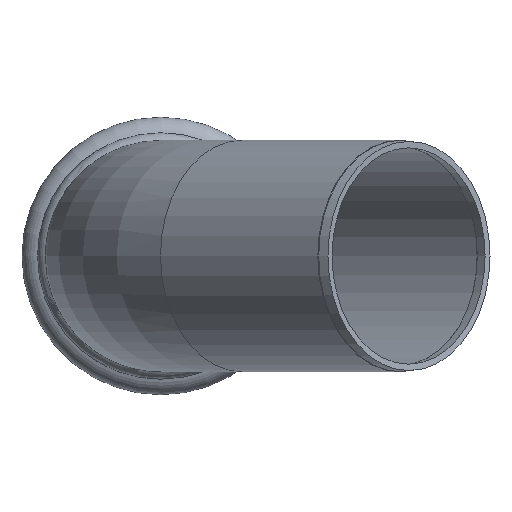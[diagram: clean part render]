
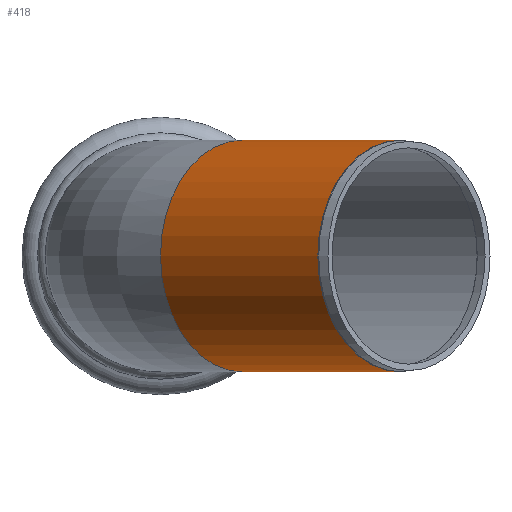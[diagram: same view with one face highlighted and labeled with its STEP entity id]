
A CAD part, left-side view. The second image highlights one B-rep face of the part: STEP entity #418.
In plain terms, the highlighted cylindrical face has radius 27 mm (diameter 54 mm), a full revolution.
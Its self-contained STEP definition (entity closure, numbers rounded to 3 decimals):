
#44=FACE_OUTER_BOUND('',#63,.T.);
#63=EDGE_LOOP('',(#334,#335,#336,#337,#338,#339,#340));
#78=LINE('',#766,#88);
#88=VECTOR('',#625,27.);
#125=CIRCLE('',#490,27.);
#126=CIRCLE('',#491,27.);
#127=CIRCLE('',#492,27.);
#129=CIRCLE('',#495,27.);
#130=CIRCLE('',#496,27.);
#175=VERTEX_POINT('',#755);
#176=VERTEX_POINT('',#756);
#177=VERTEX_POINT('',#758);
#178=VERTEX_POINT('',#763);
#179=VERTEX_POINT('',#764);
#234=EDGE_CURVE('',#175,#176,#125,.T.);
#235=EDGE_CURVE('',#177,#175,#126,.T.);
#236=EDGE_CURVE('',#176,#177,#127,.T.);
#238=EDGE_CURVE('',#178,#179,#129,.T.);
#239=EDGE_CURVE('',#179,#177,#78,.T.);
#240=EDGE_CURVE('',#179,#178,#130,.T.);
#334=ORIENTED_EDGE('',*,*,#238,.T.);
#335=ORIENTED_EDGE('',*,*,#239,.T.);
#336=ORIENTED_EDGE('',*,*,#235,.T.);
#337=ORIENTED_EDGE('',*,*,#234,.T.);
#338=ORIENTED_EDGE('',*,*,#236,.T.);
#339=ORIENTED_EDGE('',*,*,#239,.F.);
#340=ORIENTED_EDGE('',*,*,#240,.T.);
#405=CYLINDRICAL_SURFACE('',#494,27.);
#418=ADVANCED_FACE('',(#44),#405,.T.);
#490=AXIS2_PLACEMENT_3D('',#757,#613,#614);
#491=AXIS2_PLACEMENT_3D('',#759,#615,#616);
#492=AXIS2_PLACEMENT_3D('',#760,#617,#618);
#494=AXIS2_PLACEMENT_3D('',#762,#621,#622);
#495=AXIS2_PLACEMENT_3D('',#765,#623,#624);
#496=AXIS2_PLACEMENT_3D('',#767,#626,#627);
#613=DIRECTION('center_axis',(0.707,0.707,0.));
#614=DIRECTION('ref_axis',(-0.707,0.707,0.));
#615=DIRECTION('center_axis',(0.707,0.707,0.));
#616=DIRECTION('ref_axis',(-0.707,0.707,0.));
#617=DIRECTION('center_axis',(0.707,0.707,0.));
#618=DIRECTION('ref_axis',(-0.707,0.707,0.));
#621=DIRECTION('center_axis',(0.707,0.707,0.));
#622=DIRECTION('ref_axis',(-0.707,0.707,0.));
#623=DIRECTION('center_axis',(-0.707,-0.707,0.));
#624=DIRECTION('ref_axis',(0.707,-0.707,0.));
#625=DIRECTION('',(-0.707,-0.707,0.));
#626=DIRECTION('center_axis',(-0.707,-0.707,0.));
#627=DIRECTION('ref_axis',(0.707,-0.707,0.));
#755=CARTESIAN_POINT('',(-136.775,-36.668,0.));
#756=CARTESIAN_POINT('',(-117.683,-55.759,27.));
#757=CARTESIAN_POINT('Origin',(-117.683,-55.759,0.));
#758=CARTESIAN_POINT('',(-98.591,-74.851,0.));
#759=CARTESIAN_POINT('Origin',(-117.683,-55.759,0.));
#760=CARTESIAN_POINT('Origin',(-117.683,-55.759,0.));
#762=CARTESIAN_POINT('Origin',(-99.323,-37.399,0.));
#763=CARTESIAN_POINT('',(-80.962,-19.038,-27.));
#764=CARTESIAN_POINT('',(-61.87,-38.13,0.));
#765=CARTESIAN_POINT('Origin',(-80.962,-19.038,0.));
#766=CARTESIAN_POINT('',(-80.231,-56.491,0.));
#767=CARTESIAN_POINT('Origin',(-80.962,-19.038,0.));
